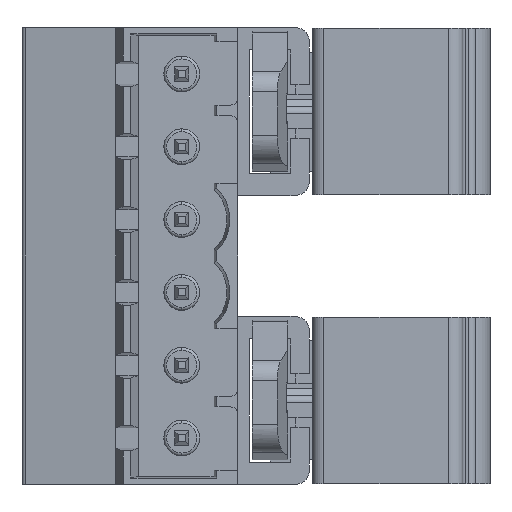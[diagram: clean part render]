
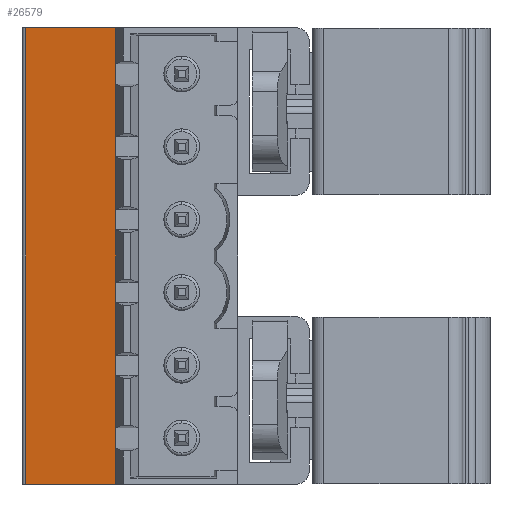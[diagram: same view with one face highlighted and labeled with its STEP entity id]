
A CAD part, left-side view. The second image highlights one B-rep face of the part: STEP entity #26579.
In plain terms, the highlighted planar face has unit normal (-0.991, 0.137, 0).
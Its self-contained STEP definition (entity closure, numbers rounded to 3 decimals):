
#4430=DIRECTION('',(0.,0.,-1.));
#4431=VECTOR('',#4430,31.88);
#4432=CARTESIAN_POINT('',(10.664,14.791,3.24));
#4433=LINE('',#4432,#4431);
#4438=CARTESIAN_POINT('',(9.7,7.8,-15.24));
#4439=DIRECTION('',(-0.991,0.137,0.));
#4440=DIRECTION('',(0.,0.,1.));
#4441=AXIS2_PLACEMENT_3D('',#4438,#4439,#4440);
#4443=CARTESIAN_POINT('',(9.7,7.8,-15.24));
#4444=DIRECTION('',(-0.991,0.137,0.));
#4445=DIRECTION('',(0.137,0.991,0.));
#4446=AXIS2_PLACEMENT_3D('',#4443,#4444,#4445);
#4448=CARTESIAN_POINT('',(9.7,7.8,-20.32));
#4449=DIRECTION('',(-0.991,0.137,0.));
#4450=DIRECTION('',(0.,0.,1.));
#4451=AXIS2_PLACEMENT_3D('',#4448,#4449,#4450);
#4453=CARTESIAN_POINT('',(9.7,7.8,-20.32));
#4454=DIRECTION('',(-0.991,0.137,0.));
#4455=DIRECTION('',(0.137,0.991,0.));
#4456=AXIS2_PLACEMENT_3D('',#4453,#4454,#4455);
#4458=CARTESIAN_POINT('',(9.7,7.8,-25.4));
#4459=DIRECTION('',(-0.991,0.137,0.));
#4460=DIRECTION('',(0.,0.,1.));
#4461=AXIS2_PLACEMENT_3D('',#4458,#4459,#4460);
#4463=CARTESIAN_POINT('',(9.7,7.8,-25.4));
#4464=DIRECTION('',(-0.991,0.137,0.));
#4465=DIRECTION('',(0.137,0.991,0.));
#4466=AXIS2_PLACEMENT_3D('',#4463,#4464,#4465);
#4468=CARTESIAN_POINT('',(9.7,7.8,0.));
#4469=DIRECTION('',(-0.991,0.137,0.));
#4470=DIRECTION('',(0.,0.,1.));
#4471=AXIS2_PLACEMENT_3D('',#4468,#4469,#4470);
#4473=CARTESIAN_POINT('',(9.7,7.8,0.));
#4474=DIRECTION('',(-0.991,0.137,0.));
#4475=DIRECTION('',(0.137,0.991,0.));
#4476=AXIS2_PLACEMENT_3D('',#4473,#4474,#4475);
#4478=CARTESIAN_POINT('',(9.7,7.8,-5.08));
#4479=DIRECTION('',(-0.991,0.137,0.));
#4480=DIRECTION('',(0.,0.,1.));
#4481=AXIS2_PLACEMENT_3D('',#4478,#4479,#4480);
#4483=CARTESIAN_POINT('',(9.7,7.8,-5.08));
#4484=DIRECTION('',(-0.991,0.137,0.));
#4485=DIRECTION('',(0.137,0.991,0.));
#4486=AXIS2_PLACEMENT_3D('',#4483,#4484,#4485);
#4488=CARTESIAN_POINT('',(9.7,7.8,-10.16));
#4489=DIRECTION('',(-0.991,0.137,0.));
#4490=DIRECTION('',(0.,0.,1.));
#4491=AXIS2_PLACEMENT_3D('',#4488,#4489,#4490);
#4493=CARTESIAN_POINT('',(9.7,7.8,-10.16));
#4494=DIRECTION('',(-0.991,0.137,0.));
#4495=DIRECTION('',(0.137,0.991,0.));
#4496=AXIS2_PLACEMENT_3D('',#4493,#4494,#4495);
#4498=DIRECTION('',(0.,0.,1.));
#4499=VECTOR('',#4498,2.84);
#4500=CARTESIAN_POINT('',(9.7,7.8,-28.64));
#4501=LINE('',#4500,#4499);
#4512=DIRECTION('',(0.,0.,1.));
#4513=VECTOR('',#4512,4.28);
#4514=CARTESIAN_POINT('',(9.7,7.8,-25.));
#4515=LINE('',#4514,#4513);
#4526=DIRECTION('',(0.,0.,1.));
#4527=VECTOR('',#4526,4.28);
#4528=CARTESIAN_POINT('',(9.7,7.8,-19.92));
#4529=LINE('',#4528,#4527);
#4540=DIRECTION('',(0.,0.,1.));
#4541=VECTOR('',#4540,4.28);
#4542=CARTESIAN_POINT('',(9.7,7.8,-14.84));
#4543=LINE('',#4542,#4541);
#4554=DIRECTION('',(0.,0.,1.));
#4555=VECTOR('',#4554,4.28);
#4556=CARTESIAN_POINT('',(9.7,7.8,-9.76));
#4557=LINE('',#4556,#4555);
#4568=DIRECTION('',(0.,0.,1.));
#4569=VECTOR('',#4568,4.28);
#4570=CARTESIAN_POINT('',(9.7,7.8,-4.68));
#4571=LINE('',#4570,#4569);
#4582=DIRECTION('',(0.,0.,1.));
#4583=VECTOR('',#4582,2.84);
#4584=CARTESIAN_POINT('',(9.7,7.8,0.4));
#4585=LINE('',#4584,#4583);
#9053=DIRECTION('',(-0.137,-0.991,0.));
#9054=VECTOR('',#9053,7.057);
#9055=CARTESIAN_POINT('',(10.664,14.791,-28.64));
#9056=LINE('',#9055,#9054);
#9468=DIRECTION('',(-0.137,-0.991,0.));
#9469=VECTOR('',#9468,7.057);
#9470=CARTESIAN_POINT('',(10.664,14.791,3.24));
#9471=LINE('',#9470,#9469);
#16310=CARTESIAN_POINT('',(9.7,7.8,3.24));
#16312=VERTEX_POINT('',#16310);
#16489=CARTESIAN_POINT('',(10.664,14.791,3.24));
#16491=VERTEX_POINT('',#16489);
#16492=CARTESIAN_POINT('',(9.7,7.8,0.4));
#16493=VERTEX_POINT('',#16492);
#16494=CARTESIAN_POINT('',(9.755,8.196,0.));
#16495=CARTESIAN_POINT('',(9.7,7.8,-0.4));
#16496=VERTEX_POINT('',#16494);
#16497=VERTEX_POINT('',#16495);
#16502=CARTESIAN_POINT('',(9.755,8.196,-5.08));
#16503=CARTESIAN_POINT('',(9.7,7.8,-5.48));
#16504=VERTEX_POINT('',#16502);
#16505=VERTEX_POINT('',#16503);
#16506=CARTESIAN_POINT('',(9.7,7.8,-4.68));
#16507=VERTEX_POINT('',#16506);
#16512=CARTESIAN_POINT('',(9.755,8.196,-10.16));
#16513=CARTESIAN_POINT('',(9.7,7.8,-10.56));
#16514=VERTEX_POINT('',#16512);
#16515=VERTEX_POINT('',#16513);
#16516=CARTESIAN_POINT('',(9.7,7.8,-9.76));
#16517=VERTEX_POINT('',#16516);
#18526=CARTESIAN_POINT('',(9.7,7.8,-28.64));
#18528=VERTEX_POINT('',#18526);
#18704=CARTESIAN_POINT('',(10.664,14.791,-28.64));
#18706=VERTEX_POINT('',#18704);
#18708=CARTESIAN_POINT('',(9.755,8.196,-15.24));
#18709=CARTESIAN_POINT('',(9.7,7.8,-15.64));
#18710=VERTEX_POINT('',#18708);
#18711=VERTEX_POINT('',#18709);
#18712=CARTESIAN_POINT('',(9.7,7.8,-14.84));
#18713=VERTEX_POINT('',#18712);
#18718=CARTESIAN_POINT('',(9.755,8.196,-20.32));
#18719=CARTESIAN_POINT('',(9.7,7.8,-20.72));
#18720=VERTEX_POINT('',#18718);
#18721=VERTEX_POINT('',#18719);
#18722=CARTESIAN_POINT('',(9.7,7.8,-19.92));
#18723=VERTEX_POINT('',#18722);
#18728=CARTESIAN_POINT('',(9.755,8.196,-25.4));
#18729=CARTESIAN_POINT('',(9.7,7.8,-25.8));
#18730=VERTEX_POINT('',#18728);
#18731=VERTEX_POINT('',#18729);
#18732=CARTESIAN_POINT('',(9.7,7.8,-25.));
#18733=VERTEX_POINT('',#18732);
#26529=CARTESIAN_POINT('',(10.7,15.05,-2.54));
#26530=DIRECTION('',(-0.991,0.137,0.));
#26531=DIRECTION('',(-0.137,-0.991,0.));
#26532=AXIS2_PLACEMENT_3D('',#26529,#26530,#26531);
#26533=PLANE('',#26532);
#26535=ORIENTED_EDGE('',*,*,#26534,.F.);
#26537=ORIENTED_EDGE('',*,*,#26536,.T.);
#26539=ORIENTED_EDGE('',*,*,#26538,.T.);
#26541=ORIENTED_EDGE('',*,*,#26540,.F.);
#26543=ORIENTED_EDGE('',*,*,#26542,.T.);
#26545=ORIENTED_EDGE('',*,*,#26544,.T.);
#26547=ORIENTED_EDGE('',*,*,#26546,.F.);
#26549=ORIENTED_EDGE('',*,*,#26548,.T.);
#26551=ORIENTED_EDGE('',*,*,#26550,.T.);
#26553=ORIENTED_EDGE('',*,*,#26552,.F.);
#26555=ORIENTED_EDGE('',*,*,#26554,.F.);
#26556=ORIENTED_EDGE('',*,*,#26519,.F.);
#26558=ORIENTED_EDGE('',*,*,#26557,.T.);
#26560=ORIENTED_EDGE('',*,*,#26559,.F.);
#26562=ORIENTED_EDGE('',*,*,#26561,.T.);
#26564=ORIENTED_EDGE('',*,*,#26563,.T.);
#26566=ORIENTED_EDGE('',*,*,#26565,.F.);
#26568=ORIENTED_EDGE('',*,*,#26567,.T.);
#26570=ORIENTED_EDGE('',*,*,#26569,.T.);
#26572=ORIENTED_EDGE('',*,*,#26571,.F.);
#26574=ORIENTED_EDGE('',*,*,#26573,.T.);
#26576=ORIENTED_EDGE('',*,*,#26575,.T.);
#26577=EDGE_LOOP('',(#26535,#26537,#26539,#26541,#26543,#26545,#26547,#26549,
#26551,#26553,#26555,#26556,#26558,#26560,#26562,#26564,#26566,#26568,#26570,
#26572,#26574,#26576));
#26578=FACE_OUTER_BOUND('',#26577,.F.);
#26579=ADVANCED_FACE('',(#26578),#26533,.T.);
#4442=CIRCLE('',#4441,0.4);
#4447=CIRCLE('',#4446,0.4);
#4452=CIRCLE('',#4451,0.4);
#4457=CIRCLE('',#4456,0.4);
#4462=CIRCLE('',#4461,0.4);
#4467=CIRCLE('',#4466,0.4);
#4472=CIRCLE('',#4471,0.4);
#4477=CIRCLE('',#4476,0.4);
#4482=CIRCLE('',#4481,0.4);
#4487=CIRCLE('',#4486,0.4);
#4492=CIRCLE('',#4491,0.4);
#4497=CIRCLE('',#4496,0.4);
#26519=EDGE_CURVE('',#16491,#18706,#4433,.T.);
#26534=EDGE_CURVE('',#18713,#16515,#4543,.T.);
#26536=EDGE_CURVE('',#18713,#18710,#4442,.T.);
#26538=EDGE_CURVE('',#18710,#18711,#4447,.T.);
#26540=EDGE_CURVE('',#18723,#18711,#4529,.T.);
#26542=EDGE_CURVE('',#18723,#18720,#4452,.T.);
#26544=EDGE_CURVE('',#18720,#18721,#4457,.T.);
#26546=EDGE_CURVE('',#18733,#18721,#4515,.T.);
#26548=EDGE_CURVE('',#18733,#18730,#4462,.T.);
#26550=EDGE_CURVE('',#18730,#18731,#4467,.T.);
#26552=EDGE_CURVE('',#18528,#18731,#4501,.T.);
#26554=EDGE_CURVE('',#18706,#18528,#9056,.T.);
#26557=EDGE_CURVE('',#16491,#16312,#9471,.T.);
#26559=EDGE_CURVE('',#16493,#16312,#4585,.T.);
#26561=EDGE_CURVE('',#16493,#16496,#4472,.T.);
#26563=EDGE_CURVE('',#16496,#16497,#4477,.T.);
#26565=EDGE_CURVE('',#16507,#16497,#4571,.T.);
#26567=EDGE_CURVE('',#16507,#16504,#4482,.T.);
#26569=EDGE_CURVE('',#16504,#16505,#4487,.T.);
#26571=EDGE_CURVE('',#16517,#16505,#4557,.T.);
#26573=EDGE_CURVE('',#16517,#16514,#4492,.T.);
#26575=EDGE_CURVE('',#16514,#16515,#4497,.T.);
